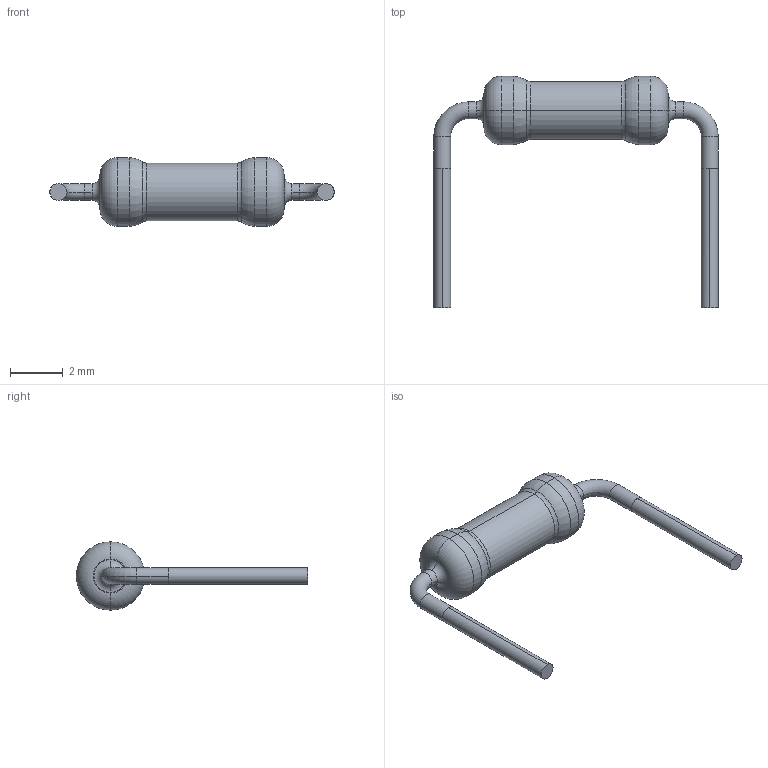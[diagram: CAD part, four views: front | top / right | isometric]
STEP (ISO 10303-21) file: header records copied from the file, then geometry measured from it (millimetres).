
FILE_DESCRIPTION (( 'STEP AP214' ), '1' );
FILE_NAME ('User Library-quarter_watt_resistor_400spacing.STEP', '2016-06-09T06:43:34', ( 'Windows User' ), ( '' ), 'SwSTEP 2.0', 'SolidWorks 2016', '' );
FILE_SCHEMA (( 'AUTOMOTIVE_DESIGN' ));
Length unit declared in the file: millimetre
Products named in the file (1): User Library-quarter_watt_resistor_400spacing
Bounding box: 10.81 x 8.8 x 2.6 mm (x, y, z)
Volume: 35.5 mm3; surface area: 93.5 mm2
Topology: 2 solids, 2 shells, 44 faces, 90 edges, 52 vertices
Faces by surface type: torus 20, cylinder 18, plane 6
Entity records: 1709 total; most frequent: DIRECTION 244, CARTESIAN_POINT 207, ORIENTED_EDGE 180, AXIS2_PLACEMENT_3D 113, EDGE_CURVE 90, CIRCLE 68, VERTEX_POINT 52, UNCERTAINTY_MEASURE_WITH_UNIT 48
